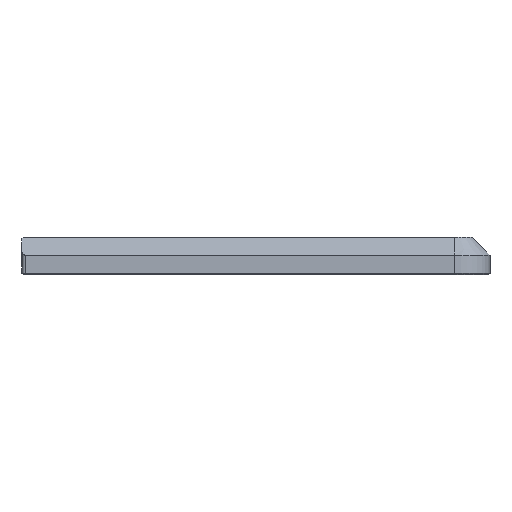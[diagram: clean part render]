
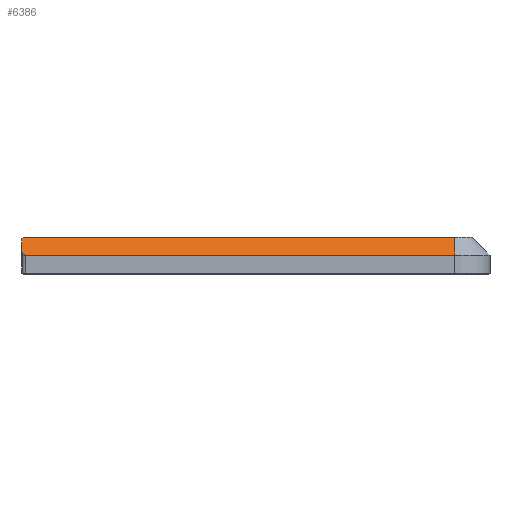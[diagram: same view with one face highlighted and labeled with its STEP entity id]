
A CAD part, left-side view. The second image highlights one B-rep face of the part: STEP entity #6386.
In plain terms, the highlighted planar face has unit normal (-0.707, 0, 0.707).
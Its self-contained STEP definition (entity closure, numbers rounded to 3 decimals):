
#15=ELLIPSE('',#6733,1.414,1.);
#843=FACE_OUTER_BOUND('',#1229,.T.);
#1229=EDGE_LOOP('',(#5129,#5130,#5131,#5132,#5133,#5134));
#1484=LINE('',#8604,#2039);
#1716=LINE('',#11048,#2271);
#1719=LINE('',#11054,#2274);
#1720=LINE('',#11058,#2275);
#1721=LINE('',#11059,#2276);
#2039=VECTOR('',#7135,10.);
#2271=VECTOR('',#7571,10.);
#2274=VECTOR('',#7576,10.);
#2275=VECTOR('',#7579,10.);
#2276=VECTOR('',#7580,10.);
#2591=VERTEX_POINT('',#8600);
#2593=VERTEX_POINT('',#8603);
#2991=VERTEX_POINT('',#11047);
#2993=VERTEX_POINT('',#11053);
#2994=VERTEX_POINT('',#11055);
#2995=VERTEX_POINT('',#11057);
#3241=EDGE_CURVE('',#2593,#2591,#1484,.T.);
#3765=EDGE_CURVE('',#2991,#2591,#1716,.T.);
#3768=EDGE_CURVE('',#2991,#2993,#1719,.T.);
#3769=EDGE_CURVE('',#2994,#2993,#15,.T.);
#3770=EDGE_CURVE('',#2994,#2995,#1720,.T.);
#3771=EDGE_CURVE('',#2995,#2593,#1721,.T.);
#5129=ORIENTED_EDGE('',*,*,#3765,.F.);
#5130=ORIENTED_EDGE('',*,*,#3768,.T.);
#5131=ORIENTED_EDGE('',*,*,#3769,.F.);
#5132=ORIENTED_EDGE('',*,*,#3770,.T.);
#5133=ORIENTED_EDGE('',*,*,#3771,.T.);
#5134=ORIENTED_EDGE('',*,*,#3241,.T.);
#6145=PLANE('',#6732);
#6386=ADVANCED_FACE('',(#843),#6145,.T.);
#6732=AXIS2_PLACEMENT_3D('',#11052,#7574,#7575);
#6733=AXIS2_PLACEMENT_3D('',#11056,#7577,#7578);
#7135=DIRECTION('',(0.,1.,0.));
#7571=DIRECTION('',(0.577,-0.577,0.577));
#7574=DIRECTION('center_axis',(-0.707,0.,0.707));
#7575=DIRECTION('ref_axis',(0.707,0.,0.707));
#7576=DIRECTION('',(-0.707,0.,-0.707));
#7577=DIRECTION('center_axis',(0.707,0.,-0.707));
#7578=DIRECTION('ref_axis',(-0.707,0.,-0.707));
#7579=DIRECTION('',(0.,-1.,0.));
#7580=DIRECTION('',(0.707,0.,0.707));
#8600=CARTESIAN_POINT('',(-0.525,141.615,9.));
#8603=CARTESIAN_POINT('',(-0.525,19.765,9.));
#8604=CARTESIAN_POINT('',(-0.525,108.952,9.));
#11047=CARTESIAN_POINT('',(-0.925,142.015,8.6));
#11048=CARTESIAN_POINT('',(49.268,91.822,58.793));
#11052=CARTESIAN_POINT('Origin',(-3.025,108.952,6.5));
#11053=CARTESIAN_POINT('',(-4.525,142.015,5.));
#11054=CARTESIAN_POINT('',(87.391,142.015,96.916));
#11055=CARTESIAN_POINT('',(-5.525,141.015,4.));
#11056=CARTESIAN_POINT('Origin',(-4.525,141.015,5.));
#11057=CARTESIAN_POINT('',(-5.525,19.765,4.));
#11058=CARTESIAN_POINT('',(-5.525,108.952,4.));
#11059=CARTESIAN_POINT('',(-5.525,19.765,4.));
